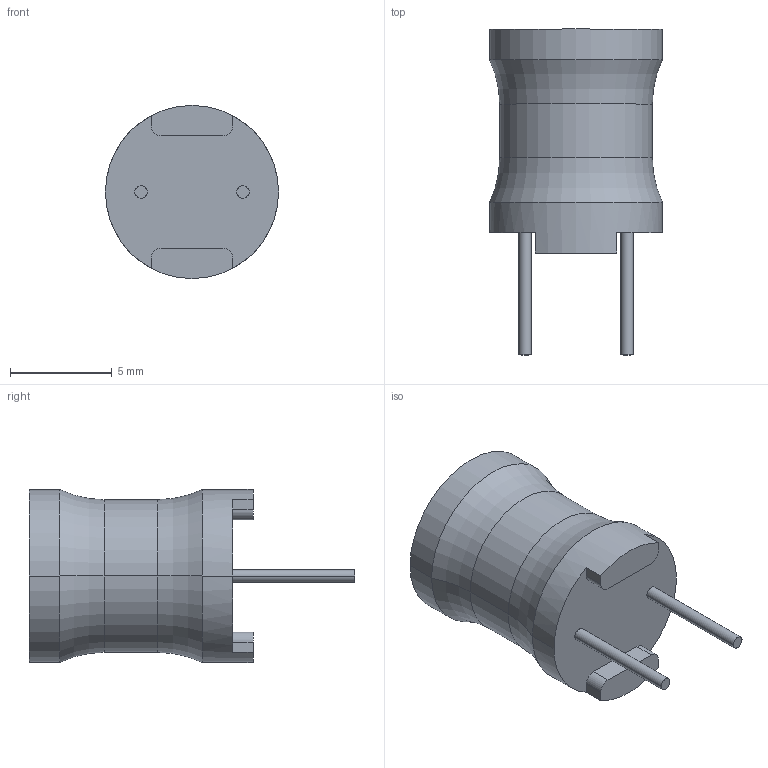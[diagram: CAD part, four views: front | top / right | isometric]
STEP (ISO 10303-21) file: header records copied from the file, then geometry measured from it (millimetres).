
FILE_DESCRIPTION((''),'2;1');
FILE_NAME('RL822','2012-08-10T',('ryans'),('Bourns, Inc.'),'PRO/ENGINEER BY PARAMETRIC TECHNOLOGY CORPORATION, 2010100','PRO/ENGINEER BY PARAMETRIC TECHNOLOGY CORPORATION, 2010100','');
FILE_SCHEMA(('CONFIG_CONTROL_DESIGN'));
Length unit declared in the file: millimetre
Products named in the file (1): RL822
Bounding box: 8.5 x 16 x 8.5 mm (x, y, z)
Volume: 510.9 mm3; surface area: 409.3 mm2
Topology: 1 solids, 1 shells, 30 faces, 70 edges, 44 vertices
Faces by surface type: cylinder 14, plane 12, torus 4
Entity records: 904 total; most frequent: DIRECTION 166, CARTESIAN_POINT 144, ORIENTED_EDGE 140, EDGE_CURVE 70, AXIS2_PLACEMENT_3D 66, VERTEX_POINT 44, CIRCLE 36, VECTOR 34
